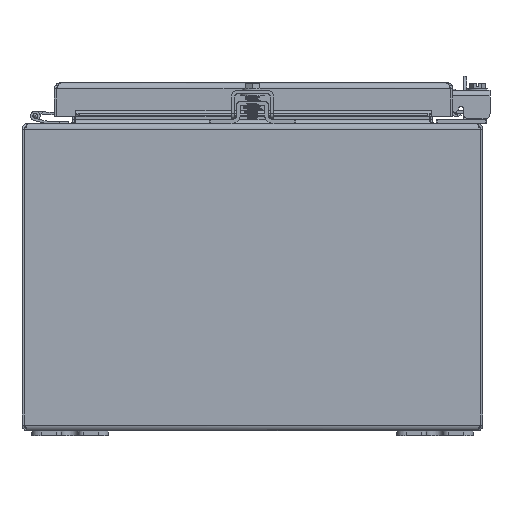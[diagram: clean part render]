
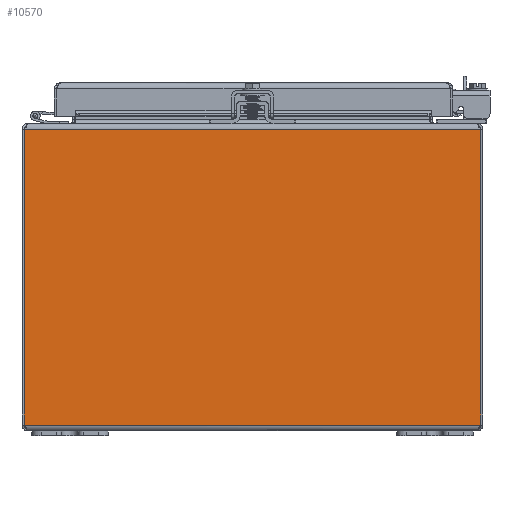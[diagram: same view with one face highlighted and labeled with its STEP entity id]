
A CAD part, front view. The second image highlights one B-rep face of the part: STEP entity #10570.
In plain terms, the highlighted planar face has unit normal (0, -1, 0).
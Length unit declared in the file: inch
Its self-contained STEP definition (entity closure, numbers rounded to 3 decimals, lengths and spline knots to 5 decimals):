
#1058=PLANE('',#11252);
#1482=LINE('',#15541,#2431);
#1483=LINE('',#15559,#2432);
#1484=LINE('',#15560,#2433);
#1485=LINE('',#15561,#2434);
#2431=VECTOR('',#12419,11.88059);
#2432=VECTOR('',#12422,11.88059);
#2433=VECTOR('',#12423,7.6945);
#2434=VECTOR('',#12424,7.6945);
#3364=FACE_OUTER_BOUND('',#3992,.T.);
#3992=EDGE_LOOP('',(#7726,#7727,#7728,#7729));
#5063=VERTEX_POINT('',#15539);
#5064=VERTEX_POINT('',#15540);
#5065=VERTEX_POINT('',#15557);
#5066=VERTEX_POINT('',#15558);
#6090=EDGE_CURVE('',#5063,#5064,#1482,.T.);
#6093=EDGE_CURVE('',#5065,#5066,#1483,.T.);
#6094=EDGE_CURVE('',#5063,#5066,#1484,.T.);
#6095=EDGE_CURVE('',#5065,#5064,#1485,.T.);
#7726=ORIENTED_EDGE('',*,*,#6093,.T.);
#7727=ORIENTED_EDGE('',*,*,#6094,.F.);
#7728=ORIENTED_EDGE('',*,*,#6090,.T.);
#7729=ORIENTED_EDGE('',*,*,#6095,.F.);
#10570=ADVANCED_FACE('',(#3364),#1058,.F.);
#11252=AXIS2_PLACEMENT_3D('',#15556,#12420,#12421);
#12419=DIRECTION('',(-1.,0.,0.));
#12420=DIRECTION('center_axis',(0.,1.,0.));
#12421=DIRECTION('ref_axis',(1.,0.,0.));
#12422=DIRECTION('',(1.,0.,0.));
#12423=DIRECTION('',(0.,0.,-1.));
#12424=DIRECTION('',(0.,0.,1.));
#15539=CARTESIAN_POINT('',(5.94029,-8.,7.84725));
#15540=CARTESIAN_POINT('',(-5.94029,-8.,7.84725));
#15541=CARTESIAN_POINT('',(2.97015,-8.,7.84725));
#15556=CARTESIAN_POINT('Origin',(0.,-8.,4.00263));
#15557=CARTESIAN_POINT('',(-5.94029,-8.,0.15275));
#15558=CARTESIAN_POINT('',(5.94029,-8.,0.15275));
#15559=CARTESIAN_POINT('',(0.,-8.,0.15275));
#15560=CARTESIAN_POINT('',(5.94029,-8.,0.15275));
#15561=CARTESIAN_POINT('',(-5.94029,-8.,0.15275));
